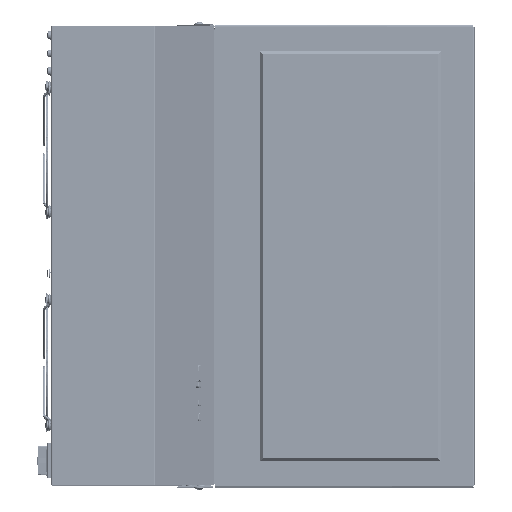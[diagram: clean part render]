
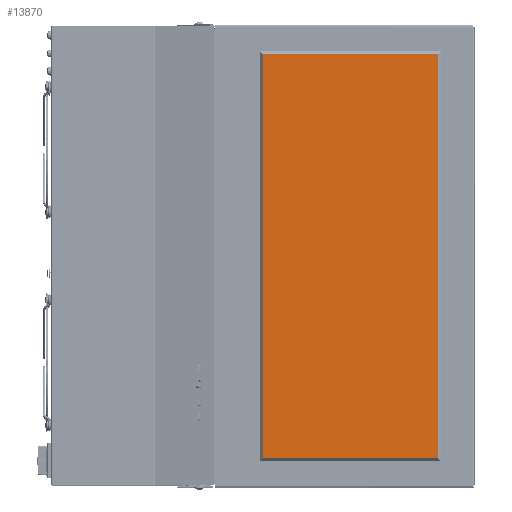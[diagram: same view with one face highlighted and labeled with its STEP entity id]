
A CAD part, top view. The second image highlights one B-rep face of the part: STEP entity #13870.
In plain terms, the highlighted planar face has unit normal (0, 0, 1).
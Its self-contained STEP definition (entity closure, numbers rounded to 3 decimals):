
#6649 = DIRECTION ( 'NONE',  ( -1., 0., 0. ) ) ;
#8985 = CARTESIAN_POINT ( 'NONE',  ( 16.979, -24.327, 15.771 ) ) ;
#10020 = CARTESIAN_POINT ( 'NONE',  ( 22.749, -24.327, 15.771 ) ) ;
#10689 = EDGE_CURVE ( 'NONE', #44917, #71245, #55030, .T. ) ;
#12924 = VECTOR ( 'NONE', #19770, 39.37 ) ;
#13625 = PLANE ( 'NONE',  #18647 ) ;
#13653 = DIRECTION ( 'NONE',  ( 0., 1., 0. ) ) ;
#13870 = ADVANCED_FACE ( 'NONE', ( #77186 ), #13625, .F. ) ;
#14817 = ORIENTED_EDGE ( 'NONE', *, *, #85721, .T. ) ;
#17918 = VECTOR ( 'NONE', #75431, 39.37 ) ;
#18647 = AXIS2_PLACEMENT_3D ( 'NONE', #41901, #70221, #6649 ) ;
#18833 = LINE ( 'NONE', #47130, #17918 ) ;
#19770 = DIRECTION ( 'NONE',  ( -1., 0., 0. ) ) ;
#34526 = LINE ( 'NONE', #62838, #90517 ) ;
#41901 = CARTESIAN_POINT ( 'NONE',  ( 19.864, -17.677, 15.771 ) ) ;
#44917 = VERTEX_POINT ( 'NONE', #49454 ) ;
#47130 = CARTESIAN_POINT ( 'NONE',  ( 22.849, -24.327, 15.771 ) ) ;
#48890 = VECTOR ( 'NONE', #13653, 39.37 ) ;
#48898 = LINE ( 'NONE', #77217, #48890 ) ;
#49454 = CARTESIAN_POINT ( 'NONE',  ( 22.749, -11.027, 15.771 ) ) ;
#55030 = LINE ( 'NONE', #83330, #12924 ) ;
#60733 = CARTESIAN_POINT ( 'NONE',  ( 16.979, -11.027, 15.771 ) ) ;
#61713 = VERTEX_POINT ( 'NONE', #10020 ) ;
#62838 = CARTESIAN_POINT ( 'NONE',  ( 16.979, -24.427, 15.771 ) ) ;
#64491 = ORIENTED_EDGE ( 'NONE', *, *, #81775, .T. ) ;
#68381 = ORIENTED_EDGE ( 'NONE', *, *, #10689, .T. ) ;
#69809 = VERTEX_POINT ( 'NONE', #8985 ) ;
#70221 = DIRECTION ( 'NONE',  ( 0., 0., -1. ) ) ;
#71245 = VERTEX_POINT ( 'NONE', #60733 ) ;
#75431 = DIRECTION ( 'NONE',  ( 1., 0., 0. ) ) ;
#75640 = ORIENTED_EDGE ( 'NONE', *, *, #79951, .T. ) ;
#77186 = FACE_OUTER_BOUND ( 'NONE', #87605, .T. ) ;
#77217 = CARTESIAN_POINT ( 'NONE',  ( 22.749, -10.927, 15.771 ) ) ;
#79951 = EDGE_CURVE ( 'NONE', #71245, #69809, #34526, .T. ) ;
#81775 = EDGE_CURVE ( 'NONE', #69809, #61713, #18833, .T. ) ;
#83330 = CARTESIAN_POINT ( 'NONE',  ( 16.879, -11.027, 15.771 ) ) ;
#85721 = EDGE_CURVE ( 'NONE', #61713, #44917, #48898, .T. ) ;
#87605 = EDGE_LOOP ( 'NONE', ( #75640, #64491, #14817, #68381 ) ) ;
#90517 = VECTOR ( 'NONE', #91133, 39.37 ) ;
#91133 = DIRECTION ( 'NONE',  ( 0., -1., 0. ) ) ;
